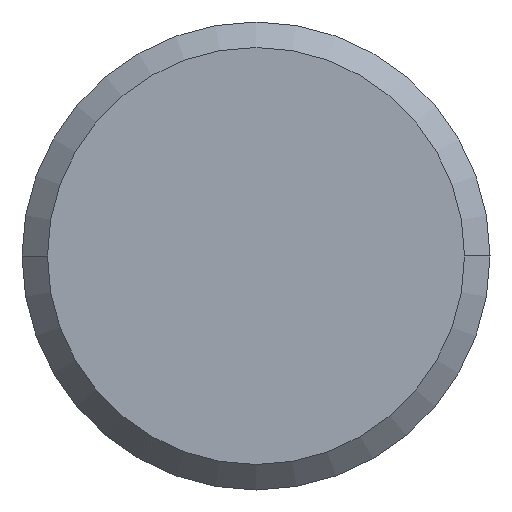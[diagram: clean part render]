
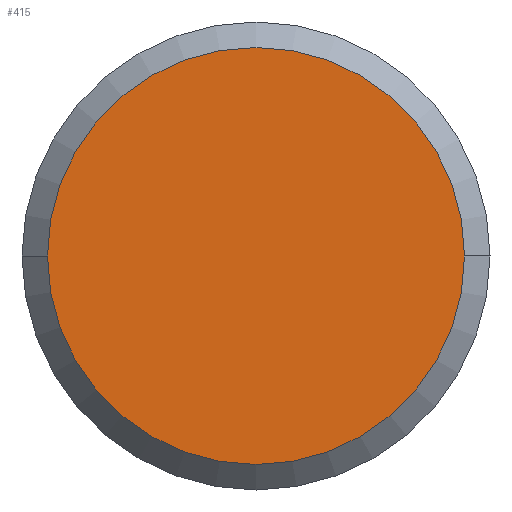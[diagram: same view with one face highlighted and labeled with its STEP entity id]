
A CAD part, left-side view. The second image highlights one B-rep face of the part: STEP entity #415.
In plain terms, the highlighted planar face has unit normal (-1, 0, 0).
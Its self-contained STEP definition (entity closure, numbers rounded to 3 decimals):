
#12 = AXIS2_PLACEMENT_3D ( 'NONE', #119, #315, #83 ) ;
#18 = EDGE_CURVE ( 'NONE', #157, #146, #81, .T. ) ;
#30 = AXIS2_PLACEMENT_3D ( 'NONE', #42, #77, #241 ) ;
#40 = DIRECTION ( 'NONE',  ( 0., -1., 0. ) ) ;
#42 = CARTESIAN_POINT ( 'NONE',  ( 0., 0., 0. ) ) ;
#66 = EDGE_LOOP ( 'NONE', ( #333, #215 ) ) ;
#77 = DIRECTION ( 'NONE',  ( 1., 0., 0. ) ) ;
#81 = CIRCLE ( 'NONE', #12, 6.238 ) ;
#83 = DIRECTION ( 'NONE',  ( 0., 1., 0. ) ) ;
#102 = CIRCLE ( 'NONE', #30, 6.238 ) ;
#119 = CARTESIAN_POINT ( 'NONE',  ( 0., 0., 0. ) ) ;
#133 = DIRECTION ( 'NONE',  ( -1., 0., 0. ) ) ;
#146 = VERTEX_POINT ( 'NONE', #384 ) ;
#157 = VERTEX_POINT ( 'NONE', #216 ) ;
#168 = PLANE ( 'NONE',  #389 ) ;
#211 = FACE_OUTER_BOUND ( 'NONE', #66, .T. ) ;
#215 = ORIENTED_EDGE ( 'NONE', *, *, #18, .F. ) ;
#216 = CARTESIAN_POINT ( 'NONE',  ( 0., -6.238, 0. ) ) ;
#241 = DIRECTION ( 'NONE',  ( 0., 1., 0. ) ) ;
#283 = EDGE_CURVE ( 'NONE', #146, #157, #102, .T. ) ;
#315 = DIRECTION ( 'NONE',  ( 1., 0., 0. ) ) ;
#333 = ORIENTED_EDGE ( 'NONE', *, *, #283, .F. ) ;
#384 = CARTESIAN_POINT ( 'NONE',  ( 0., 6.238, 0. ) ) ;
#389 = AXIS2_PLACEMENT_3D ( 'NONE', #392, #133, #40 ) ;
#392 = CARTESIAN_POINT ( 'NONE',  ( 0., 0., 0. ) ) ;
#415 = ADVANCED_FACE ( 'NONE', ( #211 ), #168, .T. ) ;
